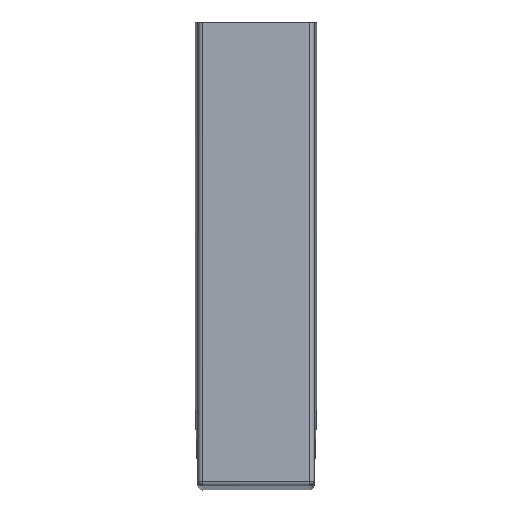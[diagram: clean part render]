
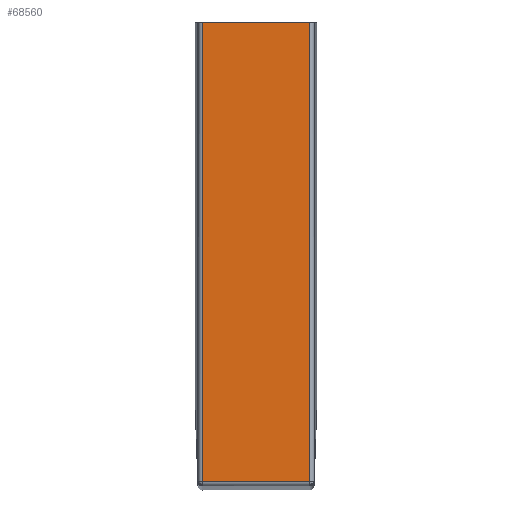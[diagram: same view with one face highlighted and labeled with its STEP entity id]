
A CAD part, front view. The second image highlights one B-rep face of the part: STEP entity #68560.
In plain terms, the highlighted planar face has unit normal (0, -1, 0.009).
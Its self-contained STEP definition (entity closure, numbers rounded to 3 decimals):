
#19180=CARTESIAN_POINT('',(1006.372,23.034,
-219.936));
#19190=VERTEX_POINT('',#19180);
#19640=CARTESIAN_POINT('',(969.419,23.034,
-219.936));
#19650=VERTEX_POINT('',#19640);
#19680=CARTESIAN_POINT('',(-20.,23.034,-219.936));
#19690=DIRECTION('',(1.,0.,0.));
#19700=VECTOR('',#19690,1.);
#19710=LINE('',#19680,#19700);
#19720=EDGE_CURVE('',#19650,#19190,#19710,.T.);
#49150=CARTESIAN_POINT('',(1006.372,24.417,
-61.49));
#49160=VERTEX_POINT('',#49150);
#49190=CARTESIAN_POINT('',(0.,24.417,-61.49));
#49200=DIRECTION('',(-1.,0.,0.));
#49210=VECTOR('',#49200,1.);
#49220=LINE('',#49190,#49210);
#49230=CARTESIAN_POINT('',(969.419,24.417,
-61.49));
#49240=VERTEX_POINT('',#49230);
#49250=EDGE_CURVE('',#49160,#49240,#49220,.T.);
#52970=CARTESIAN_POINT('',(1006.372,23.034,
-219.936));
#52980=DIRECTION('',(0.,-0.009,
-1.));
#52990=VECTOR('',#52980,1.);
#53000=LINE('',#52970,#52990);
#53010=EDGE_CURVE('',#49160,#19190,#53000,.T.);
#68400=CARTESIAN_POINT('',(959.419,24.928,
-2.923));
#68410=DIRECTION('',(0.,-1.,
0.009));
#68420=DIRECTION('',(0.,0.009,
1.));
#68430=AXIS2_PLACEMENT_3D('',#68400,#68410,#68420);
#68440=PLANE('',#68430);
#68450=ORIENTED_EDGE('',*,*,#53010,.F.);
#68460=ORIENTED_EDGE('',*,*,#19720,.T.);
#68470=CARTESIAN_POINT('',(969.419,23.034,
-219.936));
#68480=DIRECTION('',(0.,0.009,
1.));
#68490=VECTOR('',#68480,1.);
#68500=LINE('',#68470,#68490);
#68510=EDGE_CURVE('',#19650,#49240,#68500,.T.);
#68520=ORIENTED_EDGE('',*,*,#68510,.F.);
#68530=ORIENTED_EDGE('',*,*,#49250,.T.);
#68540=EDGE_LOOP('',(#68530,#68520,#68460,#68450));
#68550=FACE_OUTER_BOUND('',#68540,.T.);
#68560=ADVANCED_FACE('',(#68550),#68440,.T.);
